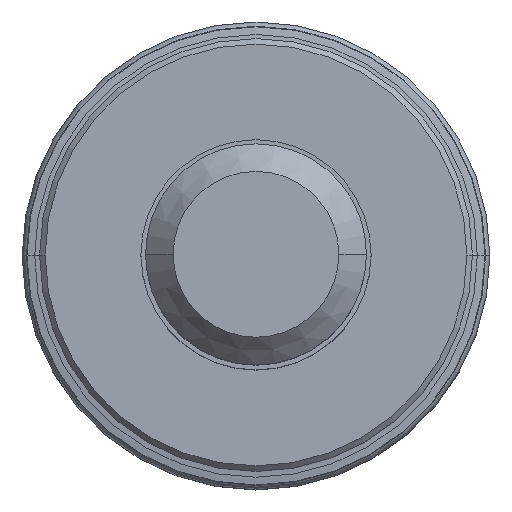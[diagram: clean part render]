
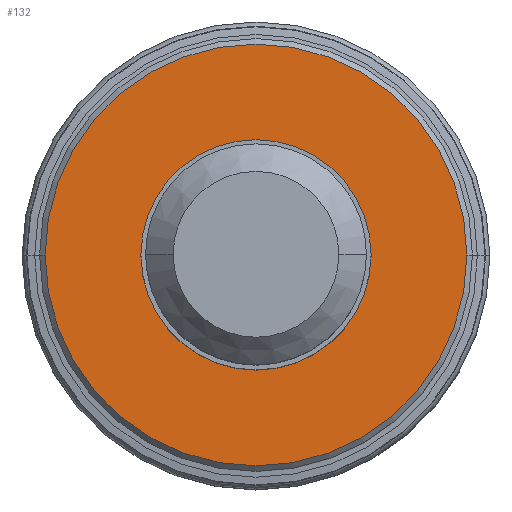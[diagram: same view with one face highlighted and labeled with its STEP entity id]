
A CAD part, top view. The second image highlights one B-rep face of the part: STEP entity #132.
In plain terms, the highlighted planar face has unit normal (0, 0, 1).
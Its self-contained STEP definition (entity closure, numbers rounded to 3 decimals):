
#28=PLANE('',#1293);
#33=FACE_BOUND('',#299,.T.);
#34=FACE_BOUND('',#300,.T.);
#132=ADVANCED_FACE('',(#33,#34),#28,.F.);
#299=EDGE_LOOP('',(#470,#471,#472,#473));
#300=EDGE_LOOP('',(#474,#475));
#470=ORIENTED_EDGE('',*,*,#802,.F.);
#471=ORIENTED_EDGE('',*,*,#803,.F.);
#472=ORIENTED_EDGE('',*,*,#801,.F.);
#473=ORIENTED_EDGE('',*,*,#800,.F.);
#474=ORIENTED_EDGE('',*,*,#804,.F.);
#475=ORIENTED_EDGE('',*,*,#805,.F.);
#680=VERTEX_POINT('',#2816);
#681=VERTEX_POINT('',#2818);
#682=VERTEX_POINT('',#2820);
#683=VERTEX_POINT('',#2824);
#684=VERTEX_POINT('',#2827);
#685=VERTEX_POINT('',#2828);
#800=EDGE_CURVE('',#681,#682,#975,.T.);
#801=EDGE_CURVE('',#682,#680,#976,.T.);
#802=EDGE_CURVE('',#683,#681,#977,.T.);
#803=EDGE_CURVE('',#680,#683,#978,.T.);
#804=EDGE_CURVE('',#684,#685,#979,.T.);
#805=EDGE_CURVE('',#685,#684,#980,.T.);
#975=CIRCLE('',#1286,11.45);
#976=CIRCLE('',#1287,11.45);
#977=CIRCLE('',#1289,11.45);
#978=CIRCLE('',#1290,11.45);
#979=CIRCLE('',#1291,6.25);
#980=CIRCLE('',#1292,6.25);
#1286=AXIS2_PLACEMENT_3D('',#2819,#1557,#1558);
#1287=AXIS2_PLACEMENT_3D('',#2821,#1559,#1560);
#1289=AXIS2_PLACEMENT_3D('',#2823,#1563,#1564);
#1290=AXIS2_PLACEMENT_3D('',#2825,#1565,#1566);
#1291=AXIS2_PLACEMENT_3D('',#2826,#1567,#1568);
#1292=AXIS2_PLACEMENT_3D('',#2829,#1569,#1570);
#1293=AXIS2_PLACEMENT_3D('',#2830,#1571,#1572);
#1557=DIRECTION('',(0.,0.,-1.));
#1558=DIRECTION('',(1.,0.,0.));
#1559=DIRECTION('',(0.,0.,-1.));
#1560=DIRECTION('',(0.,-1.,0.));
#1563=DIRECTION('',(0.,0.,-1.));
#1564=DIRECTION('',(0.,1.,0.));
#1565=DIRECTION('',(0.,0.,-1.));
#1566=DIRECTION('',(-1.,0.,0.));
#1567=DIRECTION('',(0.,0.,1.));
#1568=DIRECTION('',(1.,0.,0.));
#1569=DIRECTION('',(0.,0.,1.));
#1570=DIRECTION('',(-1.,0.,0.));
#1571=DIRECTION('',(0.,0.,-1.));
#1572=DIRECTION('',(-1.,0.,0.));
#2816=CARTESIAN_POINT('',(-11.45,0.,0.));
#2818=CARTESIAN_POINT('',(11.45,0.,0.));
#2819=CARTESIAN_POINT('',(0.,0.,0.));
#2820=CARTESIAN_POINT('',(0.,-11.45,0.));
#2821=CARTESIAN_POINT('',(0.,0.,0.));
#2823=CARTESIAN_POINT('',(0.,0.,0.));
#2824=CARTESIAN_POINT('',(0.,11.45,0.));
#2825=CARTESIAN_POINT('',(0.,0.,0.));
#2826=CARTESIAN_POINT('',(0.,0.,0.));
#2827=CARTESIAN_POINT('',(6.25,0.,0.));
#2828=CARTESIAN_POINT('',(-6.25,0.,0.));
#2829=CARTESIAN_POINT('',(0.,0.,0.));
#2830=CARTESIAN_POINT('',(0.,0.,0.));
